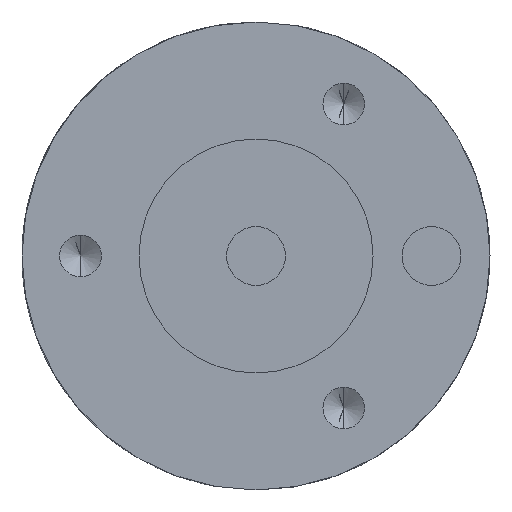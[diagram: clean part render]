
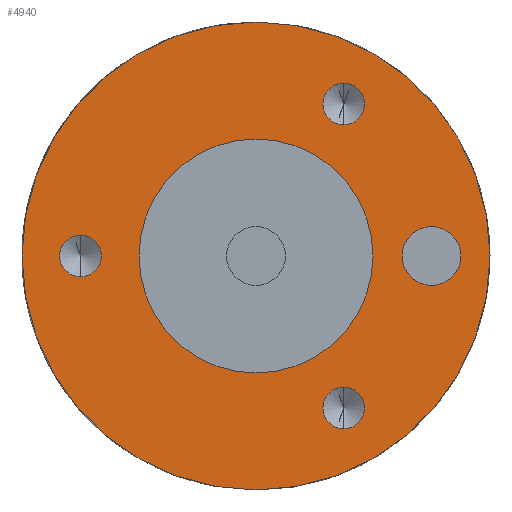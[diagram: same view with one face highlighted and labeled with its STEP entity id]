
A CAD part, front view. The second image highlights one B-rep face of the part: STEP entity #4940.
In plain terms, the highlighted planar face has unit normal (0, -1, 0).
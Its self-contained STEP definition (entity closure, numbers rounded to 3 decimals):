
#1895 = AXIS2_PLACEMENT_3D ( 'NONE', #1959, #1958, #1957 ) ;
#1905 = FACE_BOUND ( 'NONE', #4926, .T. ) ;
#1907 = PLANE ( 'NONE',  #1895 ) ;
#1908 = FACE_BOUND ( 'NONE', #4930, .T. ) ;
#1909 = DIRECTION ( 'NONE',  ( 0., 0., -1. ) ) ;
#1910 = DIRECTION ( 'NONE',  ( 0., -1., 0. ) ) ;
#1911 = CARTESIAN_POINT ( 'NONE',  ( -9.525, 0., 0. ) ) ;
#1912 = AXIS2_PLACEMENT_3D ( 'NONE', #1911, #1910, #1909 ) ;
#1913 = CIRCLE ( 'NONE', #1912, 1.13 ) ;
#1914 = FACE_BOUND ( 'NONE', #4938, .T. ) ;
#1915 = DIRECTION ( 'NONE',  ( 0., 0., -1. ) ) ;
#1916 = DIRECTION ( 'NONE',  ( 0., -1., 0. ) ) ;
#1917 = CARTESIAN_POINT ( 'NONE',  ( 4.763, 0., 8.249 ) ) ;
#1918 = CIRCLE ( 'NONE', #1926, 1.13 ) ;
#1919 = FACE_OUTER_BOUND ( 'NONE', #4944, .T. ) ;
#1920 = FACE_BOUND ( 'NONE', #4922, .T. ) ;
#1922 = DIRECTION ( 'NONE',  ( 0., 0., -1. ) ) ;
#1923 = DIRECTION ( 'NONE',  ( 0., -1., 0. ) ) ;
#1924 = CARTESIAN_POINT ( 'NONE',  ( 4.763, 0., -8.249 ) ) ;
#1925 = AXIS2_PLACEMENT_3D ( 'NONE', #1924, #1923, #1922 ) ;
#1926 = AXIS2_PLACEMENT_3D ( 'NONE', #1917, #1916, #1915 ) ;
#1928 = FACE_BOUND ( 'NONE', #4884, .T. ) ;
#1934 = CIRCLE ( 'NONE', #1925, 1.13 ) ;
#1941 = CARTESIAN_POINT ( 'NONE',  ( 4.763, 0., -7.119 ) ) ;
#1944 = DIRECTION ( 'NONE',  ( 0., 0., -1. ) ) ;
#1945 = DIRECTION ( 'NONE',  ( 0., -1., 0. ) ) ;
#1946 = CARTESIAN_POINT ( 'NONE',  ( 4.763, 0., -8.249 ) ) ;
#1947 = CIRCLE ( 'NONE', #1949, 1.13 ) ;
#1949 = AXIS2_PLACEMENT_3D ( 'NONE', #1946, #1945, #1944 ) ;
#1952 = DIRECTION ( 'NONE',  ( 0., 0., 1. ) ) ;
#1953 = DIRECTION ( 'NONE',  ( 0., 1., 0. ) ) ;
#1954 = CARTESIAN_POINT ( 'NONE',  ( 9.525, 0., 0. ) ) ;
#1955 = AXIS2_PLACEMENT_3D ( 'NONE', #1954, #1953, #1952 ) ;
#1956 = CIRCLE ( 'NONE', #1955, 1.594 ) ;
#1957 = DIRECTION ( 'NONE',  ( 0., 0., 1. ) ) ;
#1958 = DIRECTION ( 'NONE',  ( 0., 1., 0. ) ) ;
#1959 = CARTESIAN_POINT ( 'NONE',  ( 0., 0., 0. ) ) ;
#1961 = CARTESIAN_POINT ( 'NONE',  ( 4.763, 0., -9.379 ) ) ;
#1968 = CIRCLE ( 'NONE', #1996, 6.35 ) ;
#1993 = DIRECTION ( 'NONE',  ( 0., 0., 1. ) ) ;
#1994 = DIRECTION ( 'NONE',  ( 0., 1., 0. ) ) ;
#1995 = CARTESIAN_POINT ( 'NONE',  ( 0., 0., 0. ) ) ;
#1996 = AXIS2_PLACEMENT_3D ( 'NONE', #1995, #1994, #1993 ) ;
#2371 = CARTESIAN_POINT ( 'NONE',  ( 0., 0., -12.7 ) ) ;
#2374 = AXIS2_PLACEMENT_3D ( 'NONE', #2457, #2449, #2448 ) ;
#2406 = CARTESIAN_POINT ( 'NONE',  ( 0., 0., 12.7 ) ) ;
#2437 = CIRCLE ( 'NONE', #2374, 12.7 ) ;
#2442 = DIRECTION ( 'NONE',  ( 0., 0., 1. ) ) ;
#2443 = DIRECTION ( 'NONE',  ( 0., 1., 0. ) ) ;
#2444 = CARTESIAN_POINT ( 'NONE',  ( 0., 0., 0. ) ) ;
#2445 = AXIS2_PLACEMENT_3D ( 'NONE', #2444, #2443, #2442 ) ;
#2448 = DIRECTION ( 'NONE',  ( 0., 0., 1. ) ) ;
#2449 = DIRECTION ( 'NONE',  ( 0., 1., 0. ) ) ;
#2457 = CARTESIAN_POINT ( 'NONE',  ( 0., 0., 0. ) ) ;
#2458 = CIRCLE ( 'NONE', #2445, 12.7 ) ;
#3643 = DIRECTION ( 'NONE',  ( 0., 0., 1. ) ) ;
#3644 = DIRECTION ( 'NONE',  ( 0., 1., 0. ) ) ;
#3645 = CARTESIAN_POINT ( 'NONE',  ( 0., 0., 0. ) ) ;
#3646 = AXIS2_PLACEMENT_3D ( 'NONE', #3645, #3644, #3643 ) ;
#3647 = CIRCLE ( 'NONE', #3646, 6.35 ) ;
#3869 = CARTESIAN_POINT ( 'NONE',  ( 4.763, 0., 9.379 ) ) ;
#3872 = DIRECTION ( 'NONE',  ( 0., 0., -1. ) ) ;
#3873 = DIRECTION ( 'NONE',  ( 0., -1., 0. ) ) ;
#3874 = CARTESIAN_POINT ( 'NONE',  ( -9.525, 0., 0. ) ) ;
#3875 = AXIS2_PLACEMENT_3D ( 'NONE', #3874, #3873, #3872 ) ;
#3876 = CIRCLE ( 'NONE', #3875, 1.13 ) ;
#3877 = CARTESIAN_POINT ( 'NONE',  ( -9.525, 0., -1.13 ) ) ;
#3930 = CARTESIAN_POINT ( 'NONE',  ( 0., 0., 6.35 ) ) ;
#3936 = CARTESIAN_POINT ( 'NONE',  ( 0., 0., -6.35 ) ) ;
#3971 = CARTESIAN_POINT ( 'NONE',  ( 9.525, 0., 1.594 ) ) ;
#3977 = CIRCLE ( 'NONE', #4022, 1.594 ) ;
#4019 = DIRECTION ( 'NONE',  ( 0., 0., 1. ) ) ;
#4020 = DIRECTION ( 'NONE',  ( 0., 1., 0. ) ) ;
#4021 = CARTESIAN_POINT ( 'NONE',  ( 9.525, 0., 0. ) ) ;
#4022 = AXIS2_PLACEMENT_3D ( 'NONE', #4021, #4020, #4019 ) ;
#4035 = CARTESIAN_POINT ( 'NONE',  ( 9.525, 0., -1.594 ) ) ;
#4042 = CARTESIAN_POINT ( 'NONE',  ( -9.525, 0., 1.13 ) ) ;
#4149 = CARTESIAN_POINT ( 'NONE',  ( 4.763, 0., 7.119 ) ) ;
#4161 = AXIS2_PLACEMENT_3D ( 'NONE', #4184, #4183, #4182 ) ;
#4182 = DIRECTION ( 'NONE',  ( 0., 0., -1. ) ) ;
#4183 = DIRECTION ( 'NONE',  ( 0., -1., 0. ) ) ;
#4184 = CARTESIAN_POINT ( 'NONE',  ( 4.763, 0., 8.249 ) ) ;
#4185 = CIRCLE ( 'NONE', #4161, 1.13 ) ;
#4884 = EDGE_LOOP ( 'NONE', ( #4891, #4936 ) ) ;
#4891 = ORIENTED_EDGE ( 'NONE', *, *, #5434, .T. ) ;
#4921 = ORIENTED_EDGE ( 'NONE', *, *, #4952, .F. ) ;
#4922 = EDGE_LOOP ( 'NONE', ( #4942, #4921 ) ) ;
#4923 = ORIENTED_EDGE ( 'NONE', *, *, #5144, .F. ) ;
#4924 = EDGE_CURVE ( 'NONE', #4957, #4958, #1934, .T. ) ;
#4925 = EDGE_CURVE ( 'NONE', #5482, #5400, #1918, .T. ) ;
#4926 = EDGE_LOOP ( 'NONE', ( #4927, #4983 ) ) ;
#4927 = ORIENTED_EDGE ( 'NONE', *, *, #4928, .F. ) ;
#4928 = EDGE_CURVE ( 'NONE', #5389, #5442, #1913, .T. ) ;
#4929 = ORIENTED_EDGE ( 'NONE', *, *, #4925, .F. ) ;
#4930 = EDGE_LOOP ( 'NONE', ( #4931, #4987 ) ) ;
#4931 = ORIENTED_EDGE ( 'NONE', *, *, #5355, .T. ) ;
#4932 = ORIENTED_EDGE ( 'NONE', *, *, #5486, .F. ) ;
#4936 = ORIENTED_EDGE ( 'NONE', *, *, #4941, .T. ) ;
#4938 = EDGE_LOOP ( 'NONE', ( #4929, #4932 ) ) ;
#4940 = ADVANCED_FACE ( 'NONE', ( #1928, #1919, #1920, #1914, #1905, #1908 ), #1907, .F. ) ;
#4941 = EDGE_CURVE ( 'NONE', #5415, #5443, #1956, .T. ) ;
#4942 = ORIENTED_EDGE ( 'NONE', *, *, #4924, .F. ) ;
#4943 = ORIENTED_EDGE ( 'NONE', *, *, #5148, .F. ) ;
#4944 = EDGE_LOOP ( 'NONE', ( #4943, #4923 ) ) ;
#4952 = EDGE_CURVE ( 'NONE', #4958, #4957, #1947, .T. ) ;
#4957 = VERTEX_POINT ( 'NONE', #1961 ) ;
#4958 = VERTEX_POINT ( 'NONE', #1941 ) ;
#4983 = ORIENTED_EDGE ( 'NONE', *, *, #5388, .F. ) ;
#4984 = EDGE_CURVE ( 'NONE', #5412, #5411, #1968, .T. ) ;
#4987 = ORIENTED_EDGE ( 'NONE', *, *, #4984, .T. ) ;
#5141 = VERTEX_POINT ( 'NONE', #2371 ) ;
#5142 = VERTEX_POINT ( 'NONE', #2406 ) ;
#5144 = EDGE_CURVE ( 'NONE', #5142, #5141, #2437, .T. ) ;
#5148 = EDGE_CURVE ( 'NONE', #5141, #5142, #2458, .T. ) ;
#5355 = EDGE_CURVE ( 'NONE', #5411, #5412, #3647, .T. ) ;
#5388 = EDGE_CURVE ( 'NONE', #5442, #5389, #3876, .T. ) ;
#5389 = VERTEX_POINT ( 'NONE', #3877 ) ;
#5400 = VERTEX_POINT ( 'NONE', #3869 ) ;
#5411 = VERTEX_POINT ( 'NONE', #3936 ) ;
#5412 = VERTEX_POINT ( 'NONE', #3930 ) ;
#5415 = VERTEX_POINT ( 'NONE', #3971 ) ;
#5434 = EDGE_CURVE ( 'NONE', #5443, #5415, #3977, .T. ) ;
#5442 = VERTEX_POINT ( 'NONE', #4042 ) ;
#5443 = VERTEX_POINT ( 'NONE', #4035 ) ;
#5482 = VERTEX_POINT ( 'NONE', #4149 ) ;
#5486 = EDGE_CURVE ( 'NONE', #5400, #5482, #4185, .T. ) ;
